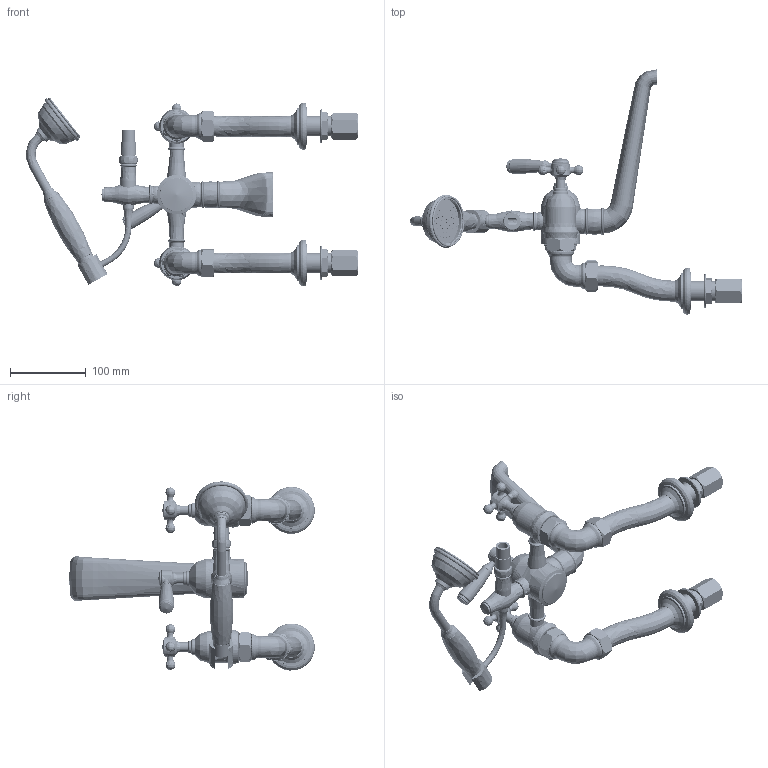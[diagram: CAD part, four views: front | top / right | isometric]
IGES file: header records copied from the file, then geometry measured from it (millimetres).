
Global section: file name: V2KA30-X; native system: Autodesk Inventor 2018; preprocessor: unknown; author: sbajwa; date: 20180122.104455; units: millimetre
Bounding box: 437.12 x 323.05 x 248.89 mm (x, y, z)
Volume: 928979.9 mm3; surface area: 448388 mm2
Topology: 99 solids, 105 shells, 3071 faces, 8661 edges, 5888 vertices
Faces by surface type: bspline 3071
